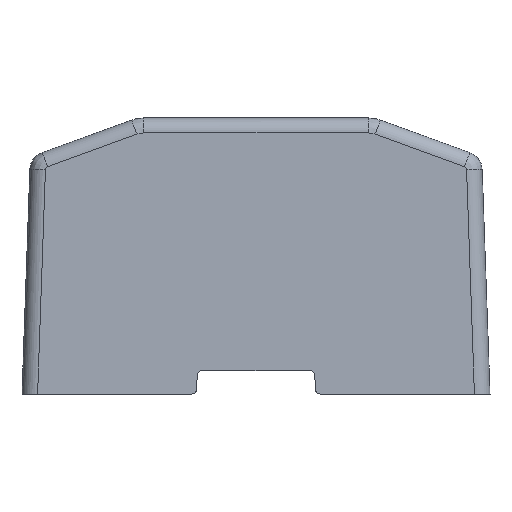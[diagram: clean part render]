
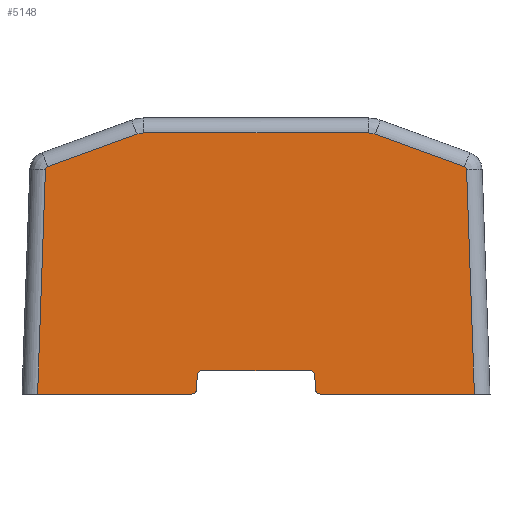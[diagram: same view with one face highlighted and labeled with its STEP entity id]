
A CAD part, left-side view. The second image highlights one B-rep face of the part: STEP entity #5148.
In plain terms, the highlighted planar face has unit normal (-0.999, 0, 0.035).
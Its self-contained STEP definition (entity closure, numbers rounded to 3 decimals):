
#5114=AXIS2_PLACEMENT_3D('Plane Axis2P3D',#5111,#5112,#5113) ;
#1317=CARTESIAN_POINT('Vertex',(0.,54.433,0.)) ;
#1321=CARTESIAN_POINT('Control Point',(0.,54.433,0.)) ;
#1322=CARTESIAN_POINT('Control Point',(0.,55.003,0.)) ;
#1323=CARTESIAN_POINT('Control Point',(0.01,55.579,0.293)) ;
#1324=CARTESIAN_POINT('Control Point',(0.03,55.902,0.853)) ;
#1325=CARTESIAN_POINT('Control Point',(0.05,55.931,1.421)) ;
#1326=CARTESIAN_POINT('Vertex',(0.05,55.931,1.421)) ;
#1346=CARTESIAN_POINT('Line Origine',(0.131,56.053,3.75)) ;
#1350=CARTESIAN_POINT('Vertex',(0.212,56.176,6.079)) ;
#1371=CARTESIAN_POINT('Control Point',(0.262,57.673,7.5)) ;
#1372=CARTESIAN_POINT('Control Point',(0.262,57.104,7.5)) ;
#1373=CARTESIAN_POINT('Control Point',(0.252,56.528,7.207)) ;
#1374=CARTESIAN_POINT('Control Point',(0.232,56.205,6.647)) ;
#1375=CARTESIAN_POINT('Control Point',(0.212,56.176,6.079)) ;
#1376=CARTESIAN_POINT('Vertex',(0.262,57.673,7.5)) ;
#1396=CARTESIAN_POINT('Line Origine',(0.262,75.,7.5)) ;
#1400=CARTESIAN_POINT('Vertex',(0.262,92.327,7.5)) ;
#1421=CARTESIAN_POINT('Control Point',(0.262,92.327,7.5)) ;
#1422=CARTESIAN_POINT('Control Point',(0.262,92.896,7.5)) ;
#1423=CARTESIAN_POINT('Control Point',(0.252,93.472,7.207)) ;
#1424=CARTESIAN_POINT('Control Point',(0.232,93.795,6.647)) ;
#1425=CARTESIAN_POINT('Control Point',(0.212,93.824,6.079)) ;
#1426=CARTESIAN_POINT('Vertex',(0.212,93.824,6.079)) ;
#1446=CARTESIAN_POINT('Line Origine',(0.131,93.947,3.75)) ;
#1450=CARTESIAN_POINT('Vertex',(0.05,94.069,1.421)) ;
#1471=CARTESIAN_POINT('Control Point',(0.,95.567,0.)) ;
#1472=CARTESIAN_POINT('Control Point',(0.,94.997,0.)) ;
#1473=CARTESIAN_POINT('Control Point',(0.01,94.421,0.293)) ;
#1474=CARTESIAN_POINT('Control Point',(0.03,94.098,0.853)) ;
#1475=CARTESIAN_POINT('Control Point',(0.05,94.069,1.421)) ;
#1476=CARTESIAN_POINT('Vertex',(0.,95.567,0.)) ;
#1496=CARTESIAN_POINT('Line Origine',(0.,120.285,0.)) ;
#1500=CARTESIAN_POINT('Vertex',(0.,145.003,0.)) ;
#1793=CARTESIAN_POINT('Vertex',(2.544,141.833,72.859)) ;
#1796=CARTESIAN_POINT('Line Origine',(2.888,114.83,82.688)) ;
#1800=CARTESIAN_POINT('Vertex',(2.908,113.195,83.282)) ;
#1871=CARTESIAN_POINT('Control Point',(2.922,110.972,83.674)) ;
#1872=CARTESIAN_POINT('Control Point',(2.922,111.426,83.674)) ;
#1873=CARTESIAN_POINT('Control Point',(2.921,111.88,83.635)) ;
#1874=CARTESIAN_POINT('Control Point',(2.918,112.329,83.556)) ;
#1875=CARTESIAN_POINT('Control Point',(2.914,112.769,83.438)) ;
#1876=CARTESIAN_POINT('Control Point',(2.908,113.195,83.282)) ;
#1877=CARTESIAN_POINT('Vertex',(2.922,110.972,83.674)) ;
#2209=CARTESIAN_POINT('Vertex',(2.513,7.51,71.954)) ;
#2212=CARTESIAN_POINT('Line Origine',(1.548,6.545,44.336)) ;
#2216=CARTESIAN_POINT('Vertex',(0.,4.997,0.)) ;
#2239=CARTESIAN_POINT('Line Origine',(0.,29.715,0.)) ;
#4303=CARTESIAN_POINT('Line Origine',(1.548,143.455,44.336)) ;
#4307=CARTESIAN_POINT('Vertex',(2.513,142.49,71.954)) ;
#4378=CARTESIAN_POINT('Control Point',(2.544,141.833,72.859)) ;
#4379=CARTESIAN_POINT('Control Point',(2.541,142.056,72.778)) ;
#4380=CARTESIAN_POINT('Control Point',(2.536,142.255,72.63)) ;
#4381=CARTESIAN_POINT('Control Point',(2.529,142.403,72.426)) ;
#4382=CARTESIAN_POINT('Control Point',(2.521,142.482,72.192)) ;
#4383=CARTESIAN_POINT('Control Point',(2.513,142.49,71.954)) ;
#4473=CARTESIAN_POINT('Vertex',(2.544,8.167,72.859)) ;
#4477=CARTESIAN_POINT('Control Point',(2.513,7.51,71.954)) ;
#4478=CARTESIAN_POINT('Control Point',(2.513,7.51,71.968)) ;
#4479=CARTESIAN_POINT('Control Point',(2.514,7.511,71.982)) ;
#4480=CARTESIAN_POINT('Control Point',(2.514,7.512,71.996)) ;
#4481=CARTESIAN_POINT('Control Point',(2.522,7.532,72.233)) ;
#4482=CARTESIAN_POINT('Control Point',(2.53,7.623,72.462)) ;
#4483=CARTESIAN_POINT('Control Point',(2.537,7.768,72.648)) ;
#4484=CARTESIAN_POINT('Control Point',(2.542,7.957,72.783)) ;
#4485=CARTESIAN_POINT('Control Point',(2.544,8.167,72.859)) ;
#5085=CARTESIAN_POINT('Line Origine',(2.922,75.,83.674)) ;
#5089=CARTESIAN_POINT('Vertex',(2.922,39.028,83.674)) ;
#5111=CARTESIAN_POINT('Axis2P3D Location',(0.,0.,0.)) ;
#5117=CARTESIAN_POINT('Control Point',(2.544,8.167,72.859)) ;
#5118=CARTESIAN_POINT('Control Point',(2.908,36.805,83.282)) ;
#5119=CARTESIAN_POINT('Vertex',(2.908,36.805,83.282)) ;
#5123=CARTESIAN_POINT('Control Point',(2.908,36.805,83.282)) ;
#5124=CARTESIAN_POINT('Control Point',(2.917,37.515,83.541)) ;
#5125=CARTESIAN_POINT('Control Point',(2.922,38.271,83.674)) ;
#5126=CARTESIAN_POINT('Control Point',(2.922,39.028,83.674)) ;
#1347=DIRECTION('Vector Direction',(-0.035,-0.052,-0.998)) ;
#1397=DIRECTION('Vector Direction',(0.,1.,0.)) ;
#1447=DIRECTION('Vector Direction',(0.035,-0.052,0.998)) ;
#1497=DIRECTION('Vector Direction',(0.,1.,0.)) ;
#1797=DIRECTION('Vector Direction',(0.012,-0.94,0.342)) ;
#2213=DIRECTION('Vector Direction',(0.035,0.035,0.999)) ;
#2240=DIRECTION('Vector Direction',(0.,1.,0.)) ;
#4304=DIRECTION('Vector Direction',(0.035,-0.035,0.999)) ;
#5086=DIRECTION('Vector Direction',(0.,-1.,0.)) ;
#5112=DIRECTION('Axis2P3D Direction',(-0.999,0.,0.035)) ;
#5113=DIRECTION('Axis2P3D XDirection',(0.,1.,0.)) ;
#1348=VECTOR('Line Direction',#1347,1.) ;
#1398=VECTOR('Line Direction',#1397,1.) ;
#1448=VECTOR('Line Direction',#1447,1.) ;
#1498=VECTOR('Line Direction',#1497,1.) ;
#1798=VECTOR('Line Direction',#1797,1.) ;
#2214=VECTOR('Line Direction',#2213,1.) ;
#2241=VECTOR('Line Direction',#2240,1.) ;
#4305=VECTOR('Line Direction',#4304,1.) ;
#5087=VECTOR('Line Direction',#5086,1.) ;
#5129=ORIENTED_EDGE('',*,*,#2243,.F.) ;
#5130=ORIENTED_EDGE('',*,*,#2218,.F.) ;
#5131=ORIENTED_EDGE('',*,*,#4486,.F.) ;
#5132=ORIENTED_EDGE('',*,*,#5121,.F.) ;
#5133=ORIENTED_EDGE('',*,*,#5127,.F.) ;
#5134=ORIENTED_EDGE('',*,*,#5091,.F.) ;
#5135=ORIENTED_EDGE('',*,*,#1879,.F.) ;
#5136=ORIENTED_EDGE('',*,*,#1802,.F.) ;
#5137=ORIENTED_EDGE('',*,*,#4384,.F.) ;
#5138=ORIENTED_EDGE('',*,*,#4309,.F.) ;
#5139=ORIENTED_EDGE('',*,*,#1502,.F.) ;
#5140=ORIENTED_EDGE('',*,*,#1478,.T.) ;
#5141=ORIENTED_EDGE('',*,*,#1452,.T.) ;
#5142=ORIENTED_EDGE('',*,*,#1428,.F.) ;
#5143=ORIENTED_EDGE('',*,*,#1402,.F.) ;
#5144=ORIENTED_EDGE('',*,*,#1378,.T.) ;
#5145=ORIENTED_EDGE('',*,*,#1352,.T.) ;
#5146=ORIENTED_EDGE('',*,*,#1328,.F.) ;
#5148=ADVANCED_FACE('CH_TTB',(#5147),#5115,.T.) ;
#1320=B_SPLINE_CURVE_WITH_KNOTS('',4,(#1321,#1322,#1323,#1324,#1325),.UNSPECIFIED.,.F.,.U.,(5,5),(0.,3.222),.UNSPECIFIED.) ;
#1370=B_SPLINE_CURVE_WITH_KNOTS('',4,(#1371,#1372,#1373,#1374,#1375),.UNSPECIFIED.,.F.,.U.,(5,5),(0.,3.222),.UNSPECIFIED.) ;
#1420=B_SPLINE_CURVE_WITH_KNOTS('',4,(#1421,#1422,#1423,#1424,#1425),.UNSPECIFIED.,.F.,.U.,(5,5),(0.,3.222),.UNSPECIFIED.) ;
#1470=B_SPLINE_CURVE_WITH_KNOTS('',4,(#1471,#1472,#1473,#1474,#1475),.UNSPECIFIED.,.F.,.U.,(5,5),(0.,3.222),.UNSPECIFIED.) ;
#1870=B_SPLINE_CURVE_WITH_KNOTS('',5,(#1871,#1872,#1873,#1874,#1875,#1876),.UNSPECIFIED.,.F.,.U.,(6,6),(39.203,43.814),.UNSPECIFIED.) ;
#4377=B_SPLINE_CURVE_WITH_KNOTS('',5,(#4378,#4379,#4380,#4381,#4382,#4383),.UNSPECIFIED.,.F.,.U.,(6,6),(15.51,22.737),.UNSPECIFIED.) ;
#4476=B_SPLINE_CURVE_WITH_KNOTS('',5,(#4477,#4478,#4479,#4480,#4481,#4482,#4483,#4484,#4485),.UNSPECIFIED.,.F.,.U.,(6,3,6),(15.511,15.932,22.736),.UNSPECIFIED.) ;
#5116=B_SPLINE_CURVE_WITH_KNOTS('',1,(#5117,#5118),.UNSPECIFIED.,.F.,.U.,(2,2),(-28.738,1.74),.UNSPECIFIED.) ;
#5122=B_SPLINE_CURVE_WITH_KNOTS('',3,(#5123,#5124,#5125,#5126),.UNSPECIFIED.,.F.,.U.,(4,4),(39.203,43.814),.UNSPECIFIED.) ;
#1328=EDGE_CURVE('',#1318,#1327,#1320,.T.) ;
#1352=EDGE_CURVE('',#1351,#1327,#1349,.T.) ;
#1378=EDGE_CURVE('',#1377,#1351,#1370,.T.) ;
#1402=EDGE_CURVE('',#1377,#1401,#1399,.T.) ;
#1428=EDGE_CURVE('',#1401,#1427,#1420,.T.) ;
#1452=EDGE_CURVE('',#1451,#1427,#1449,.T.) ;
#1478=EDGE_CURVE('',#1477,#1451,#1470,.T.) ;
#1502=EDGE_CURVE('',#1477,#1501,#1499,.T.) ;
#1802=EDGE_CURVE('',#1794,#1801,#1799,.T.) ;
#1879=EDGE_CURVE('',#1801,#1878,#1870,.F.) ;
#2218=EDGE_CURVE('',#2210,#2217,#2215,.F.) ;
#2243=EDGE_CURVE('',#2217,#1318,#2242,.T.) ;
#4309=EDGE_CURVE('',#1501,#4308,#4306,.T.) ;
#4384=EDGE_CURVE('',#4308,#1794,#4377,.F.) ;
#4486=EDGE_CURVE('',#4474,#2210,#4476,.F.) ;
#5091=EDGE_CURVE('',#1878,#5090,#5088,.T.) ;
#5121=EDGE_CURVE('',#5120,#4474,#5116,.F.) ;
#5127=EDGE_CURVE('',#5090,#5120,#5122,.F.) ;
#5128=EDGE_LOOP('',(#5129,#5130,#5131,#5132,#5133,#5134,#5135,#5136,#5137,#5138,#5139,#5140,#5141,#5142,#5143,#5144,#5145,#5146)) ;
#5147=FACE_OUTER_BOUND('',#5128,.T.) ;
#1349=LINE('Line',#1346,#1348) ;
#1399=LINE('Line',#1396,#1398) ;
#1449=LINE('Line',#1446,#1448) ;
#1499=LINE('Line',#1496,#1498) ;
#1799=LINE('Line',#1796,#1798) ;
#2215=LINE('Line',#2212,#2214) ;
#2242=LINE('Line',#2239,#2241) ;
#4306=LINE('Line',#4303,#4305) ;
#5088=LINE('Line',#5085,#5087) ;
#5115=PLANE('',#5114) ;
#1318=VERTEX_POINT('',#1317) ;
#1327=VERTEX_POINT('',#1326) ;
#1351=VERTEX_POINT('',#1350) ;
#1377=VERTEX_POINT('',#1376) ;
#1401=VERTEX_POINT('',#1400) ;
#1427=VERTEX_POINT('',#1426) ;
#1451=VERTEX_POINT('',#1450) ;
#1477=VERTEX_POINT('',#1476) ;
#1501=VERTEX_POINT('',#1500) ;
#1794=VERTEX_POINT('',#1793) ;
#1801=VERTEX_POINT('',#1800) ;
#1878=VERTEX_POINT('',#1877) ;
#2210=VERTEX_POINT('',#2209) ;
#2217=VERTEX_POINT('',#2216) ;
#4308=VERTEX_POINT('',#4307) ;
#4474=VERTEX_POINT('',#4473) ;
#5090=VERTEX_POINT('',#5089) ;
#5120=VERTEX_POINT('',#5119) ;
